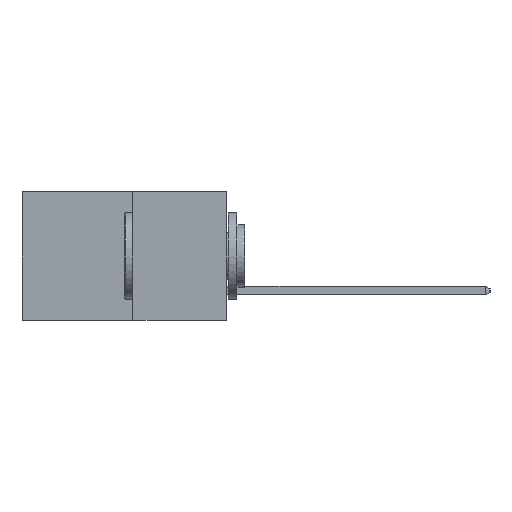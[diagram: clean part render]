
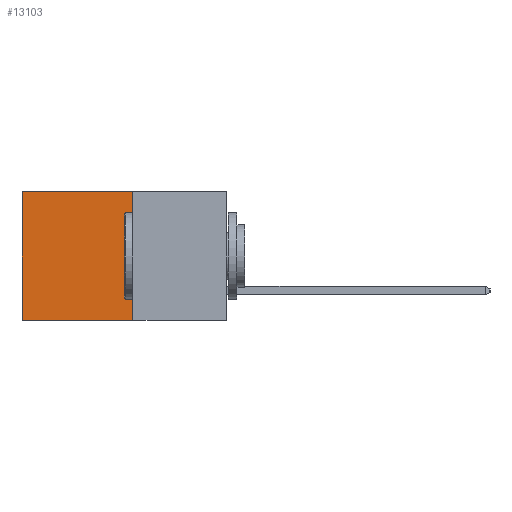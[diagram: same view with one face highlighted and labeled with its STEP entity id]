
A CAD part, left-side view. The second image highlights one B-rep face of the part: STEP entity #13103.
In plain terms, the highlighted planar face has unit normal (-1, 0, 0).
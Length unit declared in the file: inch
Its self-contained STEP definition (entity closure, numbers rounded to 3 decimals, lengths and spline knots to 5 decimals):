
#412 = ORIENTED_EDGE ( 'NONE', *, *, #1922, .T. ) ;
#655 = VECTOR ( 'NONE', #14552, 39.37008 ) ;
#830 = DIRECTION ( 'NONE',  ( 0., 0., -1. ) ) ;
#1030 = ORIENTED_EDGE ( 'NONE', *, *, #5116, .F. ) ;
#1155 = VECTOR ( 'NONE', #2369, 39.37008 ) ;
#1180 = VECTOR ( 'NONE', #830, 39.37008 ) ;
#1922 = EDGE_CURVE ( 'NONE', #8847, #6054, #3346, .T. ) ;
#2001 = VERTEX_POINT ( 'NONE', #8795 ) ;
#2369 = DIRECTION ( 'NONE',  ( 0., 1., 0. ) ) ;
#2474 = CARTESIAN_POINT ( 'NONE',  ( 0.277, 0.27, 0. ) ) ;
#2647 = ORIENTED_EDGE ( 'NONE', *, *, #10327, .F. ) ;
#3346 = LINE ( 'NONE', #2474, #1155 ) ;
#3621 = ORIENTED_EDGE ( 'NONE', *, *, #12342, .T. ) ;
#4421 = LINE ( 'NONE', #10640, #10946 ) ;
#5116 = EDGE_CURVE ( 'NONE', #2001, #10772, #10900, .T. ) ;
#5960 = DIRECTION ( 'NONE',  ( 1., 0., 0. ) ) ;
#6054 = VERTEX_POINT ( 'NONE', #6329 ) ;
#6329 = CARTESIAN_POINT ( 'NONE',  ( 0.277, 0.59, 0. ) ) ;
#6590 = EDGE_LOOP ( 'NONE', ( #3621, #1030, #2647, #412 ) ) ;
#7696 = CARTESIAN_POINT ( 'NONE',  ( 0.277, 0.27, 0. ) ) ;
#8795 = CARTESIAN_POINT ( 'NONE',  ( 0.277, 0.27, -0.37 ) ) ;
#8847 = VERTEX_POINT ( 'NONE', #7696 ) ;
#9515 = CARTESIAN_POINT ( 'NONE',  ( 0.277, 0.27, -0.37 ) ) ;
#10327 = EDGE_CURVE ( 'NONE', #8847, #2001, #11412, .T. ) ;
#10640 = CARTESIAN_POINT ( 'NONE',  ( 0.277, 0.59, -0.37 ) ) ;
#10772 = VERTEX_POINT ( 'NONE', #12847 ) ;
#10838 = PLANE ( 'NONE',  #12125 ) ;
#10900 = LINE ( 'NONE', #15113, #655 ) ;
#10946 = VECTOR ( 'NONE', #13004, 39.37008 ) ;
#11412 = LINE ( 'NONE', #9515, #1180 ) ;
#12125 = AXIS2_PLACEMENT_3D ( 'NONE', #13256, #5960, #14459 ) ;
#12268 = FACE_OUTER_BOUND ( 'NONE', #6590, .T. ) ;
#12342 = EDGE_CURVE ( 'NONE', #6054, #10772, #4421, .T. ) ;
#12847 = CARTESIAN_POINT ( 'NONE',  ( 0.277, 0.59, -0.37 ) ) ;
#13004 = DIRECTION ( 'NONE',  ( 0., 0., -1. ) ) ;
#13103 = ADVANCED_FACE ( 'NONE', ( #12268 ), #10838, .F. ) ;
#13256 = CARTESIAN_POINT ( 'NONE',  ( 0.277, 0.27, -0.37 ) ) ;
#14459 = DIRECTION ( 'NONE',  ( 0., 0., -1. ) ) ;
#14552 = DIRECTION ( 'NONE',  ( 0., 1., 0. ) ) ;
#15113 = CARTESIAN_POINT ( 'NONE',  ( 0.277, 0.27, -0.37 ) ) ;
